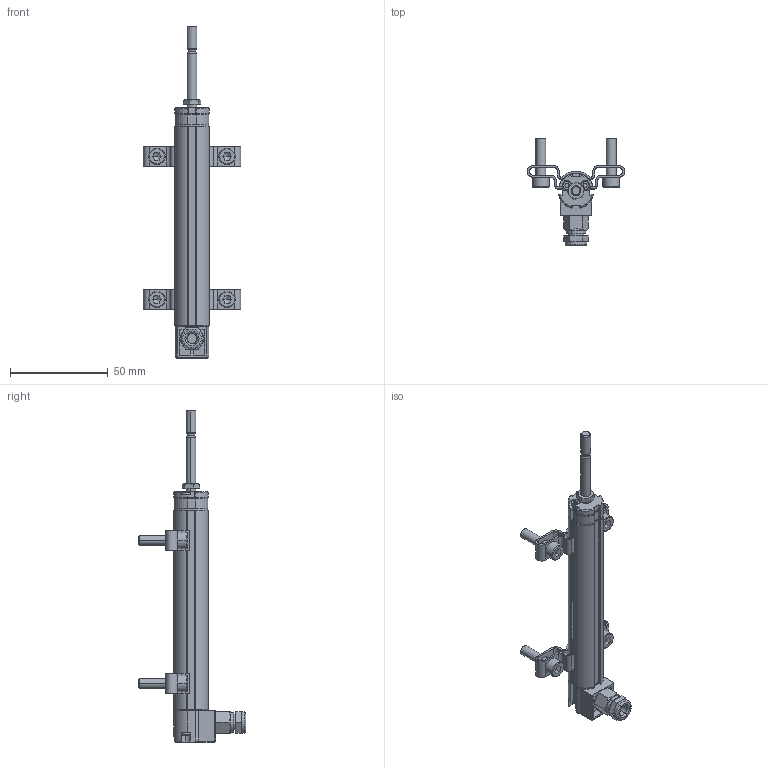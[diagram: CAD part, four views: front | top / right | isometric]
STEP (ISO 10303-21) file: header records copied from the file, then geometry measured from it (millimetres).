
FILE_DESCRIPTION (( 'STEP AP214' ), '1' );
FILE_NAME ('TEX_0050_Aufnehmer_Spannklammern_Kabel radial.STEP', '2005-12-15T14:10:04', ( 'novotechnik' ), ( 'novotechnik' ), 'SwSTEP 2.0', 'SolidWorks 2005235', '' );
FILE_SCHEMA (( 'AUTOMOTIVE_DESIGN' ));
Length unit declared in the file: millimetre
Products named in the file (20): Schubstange~01ID_Schubstange 75<Standard>; Flachdichtung~00ID_Standard; Lagerdeckel~02ID_Standard; Mutter M5-DIN439-niedrige FormID_Standard; TEX_Gehäuse~00ID_TEX_075_X1X <standard>; TEX_0050_Aufnehmer_Spannklammern_Kabel radial; Gehäuse_Gehäuse~00ID_Standard; Kabelverschraubung_SkindichtMini_8x1~00ID_Standard; Steckerflansch~02ID_Standard; Steckerflansch_montiert~00ID_Kabelabgang radial ohne Gelenkkopf<Standard>; Scheibe~00ID_Standard; O-Ring~00ID_Standard; Schraube~00ID_Standard; Zylinderschraube~00ID_Standard; Zylinderschraube~03ID_Standard; Hülse~00ID_Standard; Ring~00ID_Standard; Lagerflansch_(10-100)~03ID_Tastversion<Standard>; Zylinderschraube_M5x20~00ID_Standard; Spannklammer~01ID_Standard
Assembly tree (27 placements, depth 4):
  TEX_0050_Aufnehmer_Spannklammern_Kabel radial
    Zylinderschraube~00ID_Standard  x2
    Zylinderschraube~03ID_Standard  x2
    Lagerdeckel~02ID_Standard
    Zylinderschraube_M5x20~00ID_Standard  x4
    Flachdichtung~00ID_Standard  x2
    Spannklammer~01ID_Standard  x2
    Mutter M5-DIN439-niedrige FormID_Standard
    Schubstange~01ID_Schubstange 75<Standard>
    TEX_Gehäuse~00ID_TEX_075_X1X <standard>
    Steckerflansch_montiert~00ID_Kabelabgang radial ohne Gelenkkopf<Standard>
      Kabelverschraubung_SkindichtMini_8x1~00ID_Standard
        Schraube~00ID_Standard
        O-Ring~00ID_Standard
        Ring~00ID_Standard
        Gehäuse_Gehäuse~00ID_Standard
        Scheibe~00ID_Standard
      Steckerflansch~02ID_Standard
      Hülse~00ID_Standard
      Flachdichtung~00ID_Standard
    Lagerflansch_(10-100)~03ID_Tastversion<Standard>
Bounding box: 50 x 55.02 x 170 mm (x, y, z)
Volume: 37291.9 mm3; surface area: 25573.7 mm2
Topology: 25 solids, 25 shells, 989 faces, 2454 edges, 1511 vertices
Faces by surface type: cylinder 420, plane 363, cone 89, torus 81, sphere 28, bspline 8
Entity records: 24145 total; most frequent: CARTESIAN_POINT 6764, DIRECTION 3653, ORIENTED_EDGE 3288, EDGE_CURVE 1644, AXIS2_PLACEMENT_3D 1388, VERTEX_POINT 1030, VECTOR 877, LINE 877
